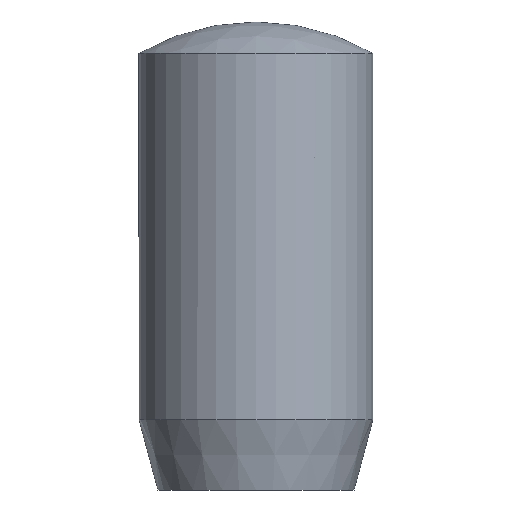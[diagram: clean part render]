
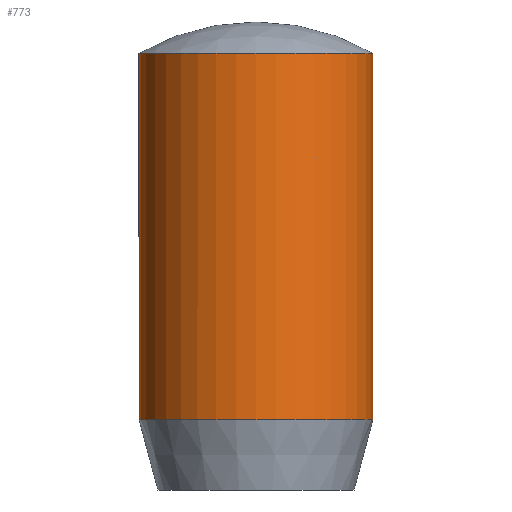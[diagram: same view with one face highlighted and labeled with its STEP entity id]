
A CAD part, front view. The second image highlights one B-rep face of the part: STEP entity #773.
In plain terms, the highlighted cylindrical face has radius 2.5 mm (diameter 5 mm), a partial arc.
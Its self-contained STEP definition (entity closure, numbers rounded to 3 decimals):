
#103 = VERTEX_POINT ( 'NONE', #685 ) ;
#107 = VERTEX_POINT ( 'NONE', #260 ) ;
#110 = CARTESIAN_POINT ( 'NONE',  ( 0., 0., 4.33 ) ) ;
#114 = CARTESIAN_POINT ( 'NONE',  ( -2.5, 0., -3.5 ) ) ;
#115 = EDGE_CURVE ( 'NONE', #678, #103, #697, .T. ) ;
#116 = FACE_OUTER_BOUND ( 'NONE', #361, .T. ) ;
#122 = EDGE_CURVE ( 'NONE', #107, #405, #492, .T. ) ;
#129 = DIRECTION ( 'NONE',  ( 0., 0., -1. ) ) ;
#131 = EDGE_CURVE ( 'NONE', #405, #103, #511, .T. ) ;
#139 = VECTOR ( 'NONE', #218, 1000. ) ;
#152 = ORIENTED_EDGE ( 'NONE', *, *, #122, .T. ) ;
#171 = DIRECTION ( 'NONE',  ( 1., 0., 0. ) ) ;
#183 = DIRECTION ( 'NONE',  ( -1., 0., 0. ) ) ;
#185 = DIRECTION ( 'NONE',  ( 0., 0., 1. ) ) ;
#187 = CARTESIAN_POINT ( 'NONE',  ( 0., 0., -3.5 ) ) ;
#199 = DIRECTION ( 'NONE',  ( -1., 0., 0. ) ) ;
#218 = DIRECTION ( 'NONE',  ( 0., 0., -1. ) ) ;
#228 = CARTESIAN_POINT ( 'NONE',  ( -2.5, 0., 5. ) ) ;
#232 = DIRECTION ( 'NONE',  ( 0., 0., -1. ) ) ;
#240 = CARTESIAN_POINT ( 'NONE',  ( 2.5, 0., 5. ) ) ;
#260 = CARTESIAN_POINT ( 'NONE',  ( -2.5, 0., 4.33 ) ) ;
#264 = AXIS2_PLACEMENT_3D ( 'NONE', #187, #185, #171 ) ;
#270 = ORIENTED_EDGE ( 'NONE', *, *, #334, .T. ) ;
#334 = EDGE_CURVE ( 'NONE', #678, #107, #463, .T. ) ;
#361 = EDGE_LOOP ( 'NONE', ( #494, #270, #152, #774 ) ) ;
#399 = CARTESIAN_POINT ( 'NONE',  ( 2.5, 0., 4.33 ) ) ;
#405 = VERTEX_POINT ( 'NONE', #114 ) ;
#463 = CIRCLE ( 'NONE', #609, 2.5 ) ;
#474 = CYLINDRICAL_SURFACE ( 'NONE', #690, 2.5 ) ;
#492 = LINE ( 'NONE', #228, #139 ) ;
#494 = ORIENTED_EDGE ( 'NONE', *, *, #115, .F. ) ;
#511 = CIRCLE ( 'NONE', #264, 2.5 ) ;
#577 = DIRECTION ( 'NONE',  ( 0., 0., -1. ) ) ;
#609 = AXIS2_PLACEMENT_3D ( 'NONE', #110, #577, #183 ) ;
#655 = CARTESIAN_POINT ( 'NONE',  ( 0., 0., 5. ) ) ;
#678 = VERTEX_POINT ( 'NONE', #399 ) ;
#685 = CARTESIAN_POINT ( 'NONE',  ( 2.5, 0., -3.5 ) ) ;
#690 = AXIS2_PLACEMENT_3D ( 'NONE', #655, #129, #199 ) ;
#697 = LINE ( 'NONE', #240, #813 ) ;
#773 = ADVANCED_FACE ( 'NONE', ( #116 ), #474, .T. ) ;
#774 = ORIENTED_EDGE ( 'NONE', *, *, #131, .T. ) ;
#813 = VECTOR ( 'NONE', #232, 1000. ) ;
